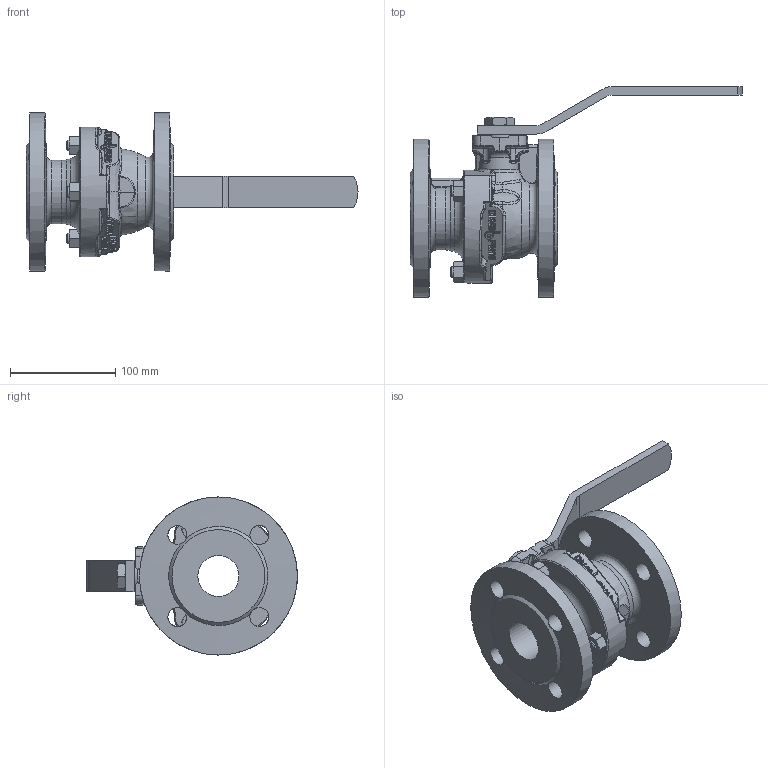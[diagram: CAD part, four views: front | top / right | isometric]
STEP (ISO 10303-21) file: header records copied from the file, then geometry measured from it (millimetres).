
FILE_DESCRIPTION( ( 'Unknown' ), '1' );
FILE_NAME( '4.170.040.stp', 'Unknown', ( 'Unknown' ), ( 'Unknown' ), 'PSStep 13.0', 'Unknown', ' ' );
FILE_SCHEMA( ( 'AUTOMOTIVE_DESIGN { 1 0 10303 214 1 1 1 1 }' ) );
Length unit declared in the file: millimetre
Products named in the file (2): Assem1; B2.DN040
Bounding box: 315 x 200.03 x 150 mm (x, y, z)
Volume: 2208837 mm3; surface area: 349795.1 mm2
Topology: 2 solids, 16 shells, 2144 faces, 5516 edges, 3426 vertices
Faces by surface type: bspline 754, plane 752, cylinder 340, cone 194, torus 70, sphere 34
Full cylindrical faces by diameter (mm): 7 x8, 8.5 x2, 10 x12, 11 x6, 13.8 x2, 14 x2, 18 x16, 18.2 x2, 20 x2, 29.4 x2, 32 x2, 39 x2, 150 x4
Entity records: 68647 total; most frequent: CARTESIAN_POINT 37400, ORIENTED_EDGE 5316, DIRECTION 3736, EDGE_CURVE 2658, VERTEX_POINT 1681, AXIS2_PLACEMENT_3D 1377, EDGE_LOOP 1193, FACE_OUTER_BOUND 1103
